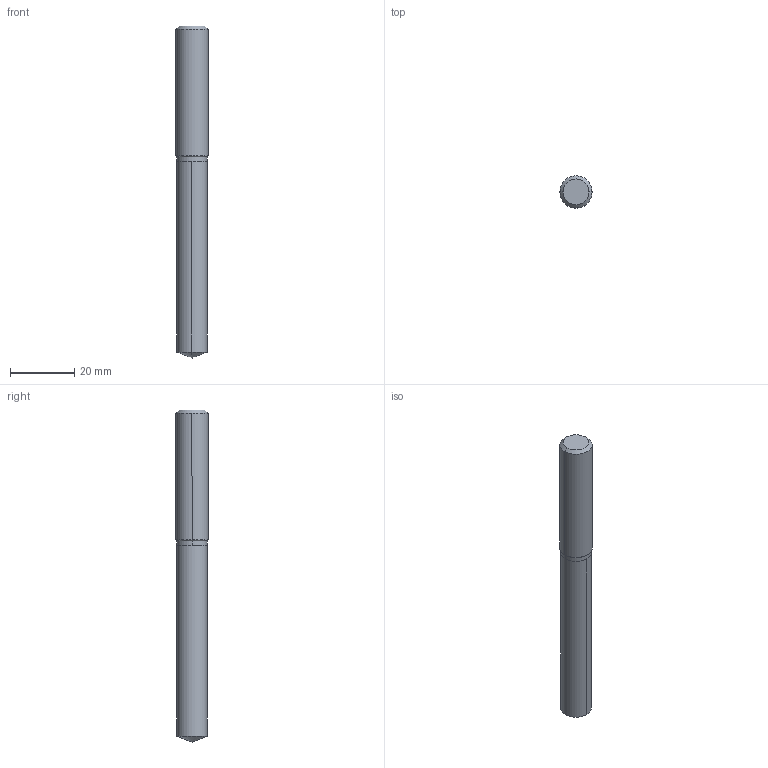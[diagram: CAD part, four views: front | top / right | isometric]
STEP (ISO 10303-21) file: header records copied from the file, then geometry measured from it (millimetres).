
FILE_DESCRIPTION (( 'STEP AP203' ), '1' );
FILE_NAME ('56456.STEP', '2024-04-24T18:03:00', ( '' ), ( '' ), 'SwSTEP 2.0', 'SolidWorks 2023', '' );
FILE_SCHEMA (( 'CONFIG_CONTROL_DESIGN' ));
Length unit declared in the file: inch
Products named in the file (1): 56456
Bounding box: 10 x 10 x 103 mm (x, y, z)
Volume: 7369.7 mm3; surface area: 3327.1 mm2
Topology: 2 solids, 2 shells, 17 faces, 32 edges, 17 vertices
Faces by surface type: cone 8, cylinder 6, plane 3
Entity records: 485 total; most frequent: DIRECTION 82, CARTESIAN_POINT 65, ORIENTED_EDGE 60, AXIS2_PLACEMENT_3D 34, EDGE_CURVE 30, ADVANCED_FACE 17, VERTEX_POINT 17, EDGE_LOOP 17
